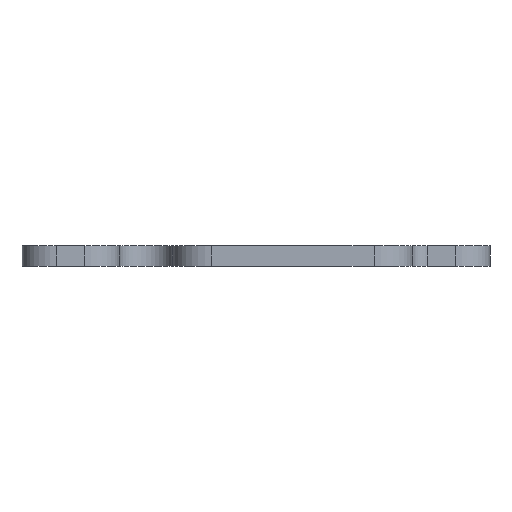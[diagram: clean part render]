
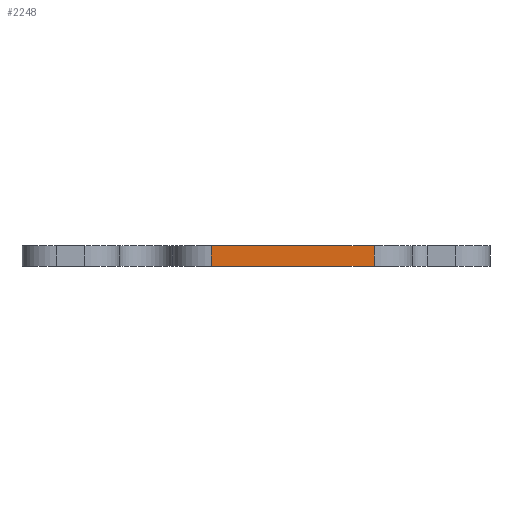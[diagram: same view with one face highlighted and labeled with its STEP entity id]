
A CAD part, left-side view. The second image highlights one B-rep face of the part: STEP entity #2248.
In plain terms, the highlighted planar face has unit normal (-1, 0, 0).
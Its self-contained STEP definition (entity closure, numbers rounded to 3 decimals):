
#131=PLANE('',#2434);
#246=FACE_OUTER_BOUND('',#392,.T.);
#392=EDGE_LOOP('',(#2095,#2096,#2097,#2098));
#598=LINE('',#3527,#854);
#612=LINE('',#3579,#868);
#648=LINE('',#3670,#904);
#649=LINE('',#3672,#905);
#854=VECTOR('',#2876,10.);
#868=VECTOR('',#2922,10.);
#904=VECTOR('',#3030,10.);
#905=VECTOR('',#3033,10.);
#1128=VERTEX_POINT('',#3524);
#1129=VERTEX_POINT('',#3526);
#1150=VERTEX_POINT('',#3576);
#1151=VERTEX_POINT('',#3578);
#1408=EDGE_CURVE('',#1128,#1129,#598,.T.);
#1434=EDGE_CURVE('',#1151,#1150,#612,.T.);
#1480=EDGE_CURVE('',#1150,#1129,#648,.T.);
#1481=EDGE_CURVE('',#1151,#1128,#649,.T.);
#2095=ORIENTED_EDGE('',*,*,#1434,.T.);
#2096=ORIENTED_EDGE('',*,*,#1480,.T.);
#2097=ORIENTED_EDGE('',*,*,#1408,.F.);
#2098=ORIENTED_EDGE('',*,*,#1481,.F.);
#2248=ADVANCED_FACE('',(#246),#131,.T.);
#2434=AXIS2_PLACEMENT_3D('',#3671,#3031,#3032);
#2876=DIRECTION('',(0.,1.,0.));
#2922=DIRECTION('',(0.,1.,0.));
#3030=DIRECTION('',(0.,0.,-1.));
#3031=DIRECTION('center_axis',(-1.,0.,0.));
#3032=DIRECTION('ref_axis',(0.,1.,0.));
#3033=DIRECTION('',(0.,0.,-1.));
#3524=CARTESIAN_POINT('',(-66.325,-18.415,-7.2));
#3526=CARTESIAN_POINT('',(-66.325,6.985,-7.2));
#3527=CARTESIAN_POINT('',(-66.325,-18.415,-7.2));
#3576=CARTESIAN_POINT('',(-66.325,6.985,-4.));
#3578=CARTESIAN_POINT('',(-66.325,-18.415,-4.));
#3579=CARTESIAN_POINT('',(-66.325,-18.415,-4.));
#3670=CARTESIAN_POINT('',(-66.325,6.985,-4.));
#3671=CARTESIAN_POINT('Origin',(-66.325,-18.415,-4.));
#3672=CARTESIAN_POINT('',(-66.325,-18.415,-4.));
